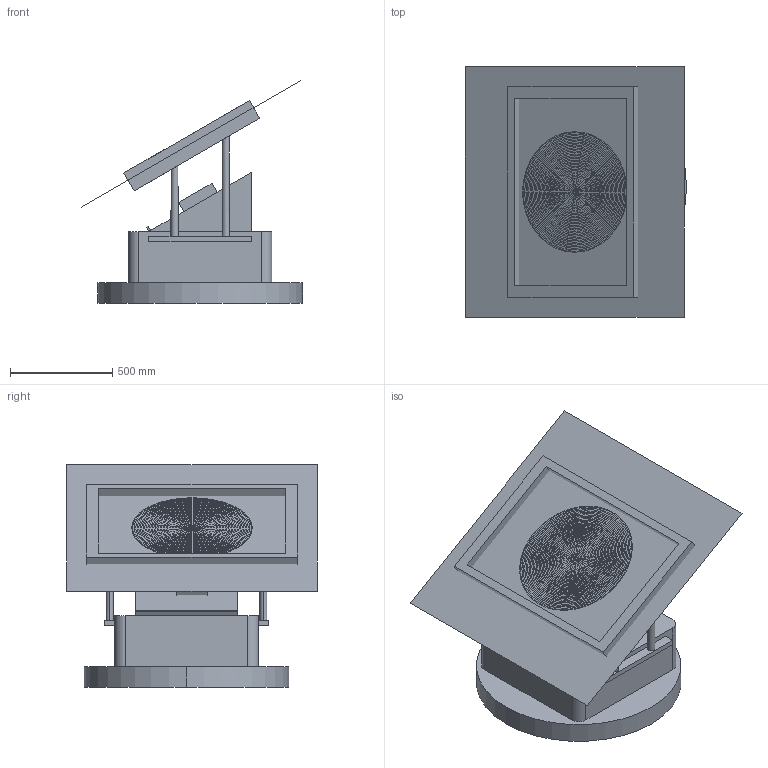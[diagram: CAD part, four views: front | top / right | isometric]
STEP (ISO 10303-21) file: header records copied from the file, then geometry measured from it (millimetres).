
FILE_DESCRIPTION(/* description */ (''),/* implementation_level */ '2;1');
FILE_NAME(/* name */ 'Wedge',/* time_stamp */ '2024-05-09T19:04:05+05:30',/* author */ (''),/* organization */ (''),/* preprocessor_version */ 'ST-DEVELOPER v19.2',/* originating_system */ 'Rhino 8.6',/* authorisation */ '');
FILE_SCHEMA (('CONFIG_CONTROL_DESIGN'));
Length unit declared in the file: metre
Products named in the file (2): Document; Block 01
Bounding box: 1079.59 x 1224.18 x 1085.86 mm (x, y, z)
Volume: 224731900.3 mm3; surface area: 9309244.7 mm2
Topology: 12 solids, 17 shells, 275 faces, 566 edges, 377 vertices
Faces by surface type: cylinder 104, plane 97, bspline 74
Entity records: 8169 total; most frequent: CARTESIAN_POINT 2776, ORIENTED_EDGE 1106, DIRECTION 757, EDGE_CURVE 563, AXIS2_PLACEMENT_3D 479, VERTEX_POINT 351, EDGE_LOOP 320, ADVANCED_FACE 275
